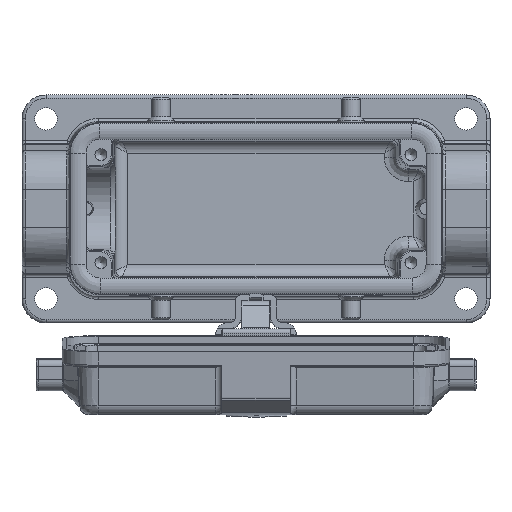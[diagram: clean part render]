
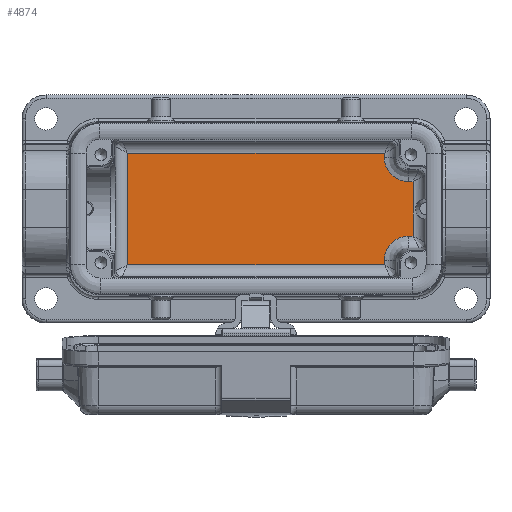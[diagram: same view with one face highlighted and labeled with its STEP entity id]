
A CAD part, top view. The second image highlights one B-rep face of the part: STEP entity #4874.
In plain terms, the highlighted planar face has unit normal (0, 0, 1).
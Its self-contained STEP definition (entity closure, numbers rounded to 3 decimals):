
#3699=FACE_OUTER_BOUND('',#6418,.T.);
#4436=ELLIPSE('',#17788,6.003,6.);
#4437=ELLIPSE('',#17789,6.003,6.);
#4874=ADVANCED_FACE('',(#3699),#5483,.F.);
#5483=PLANE('',#17790);
#6418=EDGE_LOOP('',(#9357,#9358,#9359,#9360,#9361,#9362,#9363,#9364,#9365,
#9366));
#9357=ORIENTED_EDGE('',*,*,#13633,.T.);
#9358=ORIENTED_EDGE('',*,*,#13634,.T.);
#9359=ORIENTED_EDGE('',*,*,#13635,.T.);
#9360=ORIENTED_EDGE('',*,*,#13636,.T.);
#9361=ORIENTED_EDGE('',*,*,#13637,.T.);
#9362=ORIENTED_EDGE('',*,*,#13638,.T.);
#9363=ORIENTED_EDGE('',*,*,#13639,.T.);
#9364=ORIENTED_EDGE('',*,*,#13640,.T.);
#9365=ORIENTED_EDGE('',*,*,#13641,.T.);
#9366=ORIENTED_EDGE('',*,*,#13642,.T.);
#12053=VERTEX_POINT('',#26334);
#12054=VERTEX_POINT('',#26335);
#12055=VERTEX_POINT('',#26337);
#12056=VERTEX_POINT('',#26339);
#12057=VERTEX_POINT('',#26341);
#12058=VERTEX_POINT('',#26343);
#12059=VERTEX_POINT('',#26345);
#12060=VERTEX_POINT('',#26347);
#12061=VERTEX_POINT('',#26349);
#12062=VERTEX_POINT('',#26351);
#13633=EDGE_CURVE('',#12053,#12054,#15097,.T.);
#13634=EDGE_CURVE('',#12054,#12055,#15098,.T.);
#13635=EDGE_CURVE('',#12055,#12056,#4436,.T.);
#13636=EDGE_CURVE('',#12056,#12057,#15099,.T.);
#13637=EDGE_CURVE('',#12057,#12058,#15100,.T.);
#13638=EDGE_CURVE('',#12058,#12059,#15101,.T.);
#13639=EDGE_CURVE('',#12059,#12060,#15102,.T.);
#13640=EDGE_CURVE('',#12060,#12061,#15103,.T.);
#13641=EDGE_CURVE('',#12061,#12062,#4437,.T.);
#13642=EDGE_CURVE('',#12062,#12053,#15104,.T.);
#15097=LINE('',#26333,#16120);
#15098=LINE('',#26336,#16121);
#15099=LINE('',#26340,#16122);
#15100=LINE('',#26342,#16123);
#15101=LINE('',#26344,#16124);
#15102=LINE('',#26346,#16125);
#15103=LINE('',#26348,#16126);
#15104=LINE('',#26352,#16127);
#16120=VECTOR('',#20510,1.);
#16121=VECTOR('',#20511,1.);
#16122=VECTOR('',#20514,1.);
#16123=VECTOR('',#20515,1.);
#16124=VECTOR('',#20516,1.);
#16125=VECTOR('',#20517,1.);
#16126=VECTOR('',#20518,1.);
#16127=VECTOR('',#20521,1.);
#17788=AXIS2_PLACEMENT_3D('',#26338,#20512,#20513);
#17789=AXIS2_PLACEMENT_3D('',#26350,#20519,#20520);
#17790=AXIS2_PLACEMENT_3D('',#26353,#20522,#20523);
#20510=DIRECTION('',(0.,1.,0.));
#20511=DIRECTION('',(-1.,0.,0.));
#20512=DIRECTION('',(0.,0.,-1.));
#20513=DIRECTION('',(0.832,0.555,0.));
#20514=DIRECTION('',(0.,1.,0.));
#20515=DIRECTION('',(-1.,0.,0.));
#20516=DIRECTION('',(0.,-1.,0.));
#20517=DIRECTION('',(1.,0.,0.));
#20518=DIRECTION('',(0.,1.,0.));
#20519=DIRECTION('',(0.,0.,-1.));
#20520=DIRECTION('',(-0.832,0.555,0.));
#20521=DIRECTION('',(1.,0.,0.));
#20522=DIRECTION('',(0.,0.,-1.));
#20523=DIRECTION('',(-1.,0.,0.));
#26333=CARTESIAN_POINT('',(39.299,0.,-40.25));
#26334=CARTESIAN_POINT('',(39.299,-6.849,-40.25));
#26335=CARTESIAN_POINT('',(39.299,6.849,-40.25));
#26336=CARTESIAN_POINT('',(-42.247,6.849,-40.25));
#26337=CARTESIAN_POINT('',(38.073,6.849,-40.25));
#26338=CARTESIAN_POINT('',(38.076,12.85,-40.25));
#26339=CARTESIAN_POINT('',(32.073,12.848,-40.25));
#26340=CARTESIAN_POINT('',(32.073,17.75,-40.25));
#26341=CARTESIAN_POINT('',(32.073,13.966,-40.25));
#26342=CARTESIAN_POINT('',(-33.496,13.966,-40.25));
#26343=CARTESIAN_POINT('',(-32.073,13.966,-40.25));
#26344=CARTESIAN_POINT('',(-32.073,17.75,-40.25));
#26345=CARTESIAN_POINT('',(-32.073,-13.966,-40.25));
#26346=CARTESIAN_POINT('',(33.496,-13.966,-40.25));
#26347=CARTESIAN_POINT('',(32.073,-13.966,-40.25));
#26348=CARTESIAN_POINT('',(32.073,17.75,-40.25));
#26349=CARTESIAN_POINT('',(32.073,-12.848,-40.25));
#26350=CARTESIAN_POINT('',(38.076,-12.85,-40.25));
#26351=CARTESIAN_POINT('',(38.073,-6.849,-40.25));
#26352=CARTESIAN_POINT('',(-42.247,-6.849,-40.25));
#26353=CARTESIAN_POINT('',(-42.247,17.75,-40.25));
